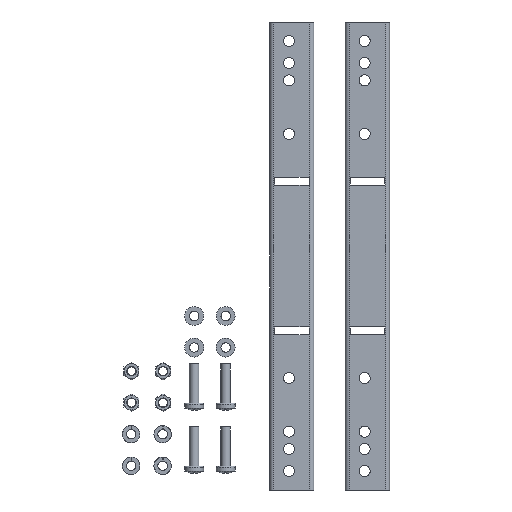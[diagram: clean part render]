
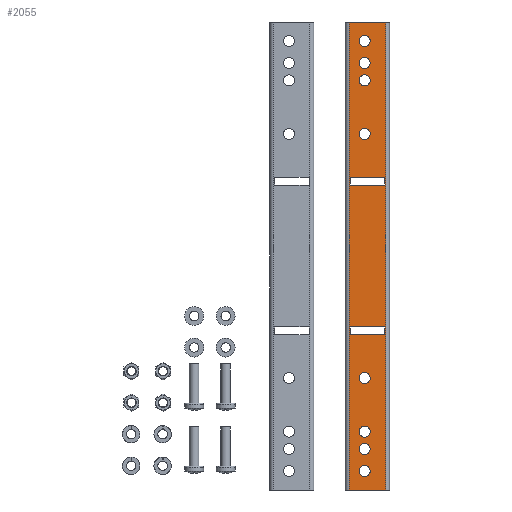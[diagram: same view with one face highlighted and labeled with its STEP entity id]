
A CAD part, left-side view. The second image highlights one B-rep face of the part: STEP entity #2055.
In plain terms, the highlighted planar face has unit normal (-1, 0, 0).
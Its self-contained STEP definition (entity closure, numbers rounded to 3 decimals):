
#161=FACE_BOUND('',#330,.T.);
#162=FACE_BOUND('',#331,.T.);
#163=FACE_BOUND('',#332,.T.);
#164=FACE_BOUND('',#333,.T.);
#165=FACE_BOUND('',#334,.T.);
#166=FACE_BOUND('',#335,.T.);
#167=FACE_BOUND('',#336,.T.);
#168=FACE_BOUND('',#337,.T.);
#169=FACE_BOUND('',#338,.T.);
#170=FACE_BOUND('',#339,.T.);
#215=FACE_OUTER_BOUND('',#329,.T.);
#329=EDGE_LOOP('',(#1494,#1495,#1496,#1497));
#330=EDGE_LOOP('',(#1498));
#331=EDGE_LOOP('',(#1499));
#332=EDGE_LOOP('',(#1500,#1501,#1502,#1503));
#333=EDGE_LOOP('',(#1504,#1505,#1506,#1507));
#334=EDGE_LOOP('',(#1508,#1509));
#335=EDGE_LOOP('',(#1510,#1511));
#336=EDGE_LOOP('',(#1512));
#337=EDGE_LOOP('',(#1513));
#338=EDGE_LOOP('',(#1514));
#339=EDGE_LOOP('',(#1515));
#462=CIRCLE('',#2292,3.5);
#463=CIRCLE('',#2293,3.5);
#464=CIRCLE('',#2294,3.5);
#465=CIRCLE('',#2295,3.5);
#466=CIRCLE('',#2296,3.5);
#467=CIRCLE('',#2297,3.5);
#468=CIRCLE('',#2298,3.5);
#469=CIRCLE('',#2299,3.5);
#470=CIRCLE('',#2300,3.5);
#471=CIRCLE('',#2301,3.5);
#523=LINE('',#3115,#706);
#583=LINE('',#3276,#766);
#584=LINE('',#3279,#767);
#585=LINE('',#3280,#768);
#586=LINE('',#3287,#769);
#587=LINE('',#3289,#770);
#588=LINE('',#3291,#771);
#589=LINE('',#3292,#772);
#590=LINE('',#3295,#773);
#591=LINE('',#3297,#774);
#592=LINE('',#3299,#775);
#593=LINE('',#3300,#776);
#706=VECTOR('',#2491,23.);
#766=VECTOR('',#2611,297.);
#767=VECTOR('',#2614,297.);
#768=VECTOR('',#2615,23.);
#769=VECTOR('',#2620,22.);
#770=VECTOR('',#2621,5.);
#771=VECTOR('',#2622,22.);
#772=VECTOR('',#2623,5.);
#773=VECTOR('',#2624,22.);
#774=VECTOR('',#2625,5.);
#775=VECTOR('',#2626,22.);
#776=VECTOR('',#2627,5.);
#892=VERTEX_POINT('',#3112);
#893=VERTEX_POINT('',#3114);
#964=VERTEX_POINT('',#3274);
#965=VERTEX_POINT('',#3278);
#966=VERTEX_POINT('',#3281);
#967=VERTEX_POINT('',#3283);
#968=VERTEX_POINT('',#3285);
#969=VERTEX_POINT('',#3286);
#970=VERTEX_POINT('',#3288);
#971=VERTEX_POINT('',#3290);
#972=VERTEX_POINT('',#3293);
#973=VERTEX_POINT('',#3294);
#974=VERTEX_POINT('',#3296);
#975=VERTEX_POINT('',#3298);
#976=VERTEX_POINT('',#3301);
#977=VERTEX_POINT('',#3302);
#978=VERTEX_POINT('',#3305);
#979=VERTEX_POINT('',#3306);
#980=VERTEX_POINT('',#3309);
#981=VERTEX_POINT('',#3311);
#982=VERTEX_POINT('',#3313);
#983=VERTEX_POINT('',#3315);
#1097=EDGE_CURVE('',#893,#892,#523,.T.);
#1178=EDGE_CURVE('',#964,#892,#583,.T.);
#1179=EDGE_CURVE('',#965,#893,#584,.T.);
#1180=EDGE_CURVE('',#965,#964,#585,.T.);
#1181=EDGE_CURVE('',#966,#966,#462,.T.);
#1182=EDGE_CURVE('',#967,#967,#463,.T.);
#1183=EDGE_CURVE('',#968,#969,#586,.T.);
#1184=EDGE_CURVE('',#969,#970,#587,.T.);
#1185=EDGE_CURVE('',#970,#971,#588,.T.);
#1186=EDGE_CURVE('',#971,#968,#589,.T.);
#1187=EDGE_CURVE('',#972,#973,#590,.T.);
#1188=EDGE_CURVE('',#973,#974,#591,.T.);
#1189=EDGE_CURVE('',#974,#975,#592,.T.);
#1190=EDGE_CURVE('',#975,#972,#593,.T.);
#1191=EDGE_CURVE('',#976,#977,#464,.T.);
#1192=EDGE_CURVE('',#977,#976,#465,.T.);
#1193=EDGE_CURVE('',#978,#979,#466,.T.);
#1194=EDGE_CURVE('',#979,#978,#467,.T.);
#1195=EDGE_CURVE('',#980,#980,#468,.T.);
#1196=EDGE_CURVE('',#981,#981,#469,.T.);
#1197=EDGE_CURVE('',#982,#982,#470,.T.);
#1198=EDGE_CURVE('',#983,#983,#471,.T.);
#1494=ORIENTED_EDGE('',*,*,#1179,.T.);
#1495=ORIENTED_EDGE('',*,*,#1097,.T.);
#1496=ORIENTED_EDGE('',*,*,#1178,.F.);
#1497=ORIENTED_EDGE('',*,*,#1180,.F.);
#1498=ORIENTED_EDGE('',*,*,#1181,.T.);
#1499=ORIENTED_EDGE('',*,*,#1182,.T.);
#1500=ORIENTED_EDGE('',*,*,#1183,.T.);
#1501=ORIENTED_EDGE('',*,*,#1184,.T.);
#1502=ORIENTED_EDGE('',*,*,#1185,.T.);
#1503=ORIENTED_EDGE('',*,*,#1186,.T.);
#1504=ORIENTED_EDGE('',*,*,#1187,.T.);
#1505=ORIENTED_EDGE('',*,*,#1188,.T.);
#1506=ORIENTED_EDGE('',*,*,#1189,.T.);
#1507=ORIENTED_EDGE('',*,*,#1190,.T.);
#1508=ORIENTED_EDGE('',*,*,#1191,.T.);
#1509=ORIENTED_EDGE('',*,*,#1192,.T.);
#1510=ORIENTED_EDGE('',*,*,#1193,.T.);
#1511=ORIENTED_EDGE('',*,*,#1194,.T.);
#1512=ORIENTED_EDGE('',*,*,#1195,.T.);
#1513=ORIENTED_EDGE('',*,*,#1196,.T.);
#1514=ORIENTED_EDGE('',*,*,#1197,.T.);
#1515=ORIENTED_EDGE('',*,*,#1198,.T.);
#1979=PLANE('',#2291);
#2055=ADVANCED_FACE('',(#215,#161,#162,#163,#164,#165,#166,#167,#168,#169,
#170),#1979,.T.);
#2291=AXIS2_PLACEMENT_3D('',#3277,#2612,#2613);
#2292=AXIS2_PLACEMENT_3D('',#3282,#2616,#2617);
#2293=AXIS2_PLACEMENT_3D('',#3284,#2618,#2619);
#2294=AXIS2_PLACEMENT_3D('',#3303,#2628,#2629);
#2295=AXIS2_PLACEMENT_3D('',#3304,#2630,#2631);
#2296=AXIS2_PLACEMENT_3D('',#3307,#2632,#2633);
#2297=AXIS2_PLACEMENT_3D('',#3308,#2634,#2635);
#2298=AXIS2_PLACEMENT_3D('',#3310,#2636,#2637);
#2299=AXIS2_PLACEMENT_3D('',#3312,#2638,#2639);
#2300=AXIS2_PLACEMENT_3D('',#3314,#2640,#2641);
#2301=AXIS2_PLACEMENT_3D('',#3316,#2642,#2643);
#2491=DIRECTION('',(0.,-1.,0.));
#2611=DIRECTION('',(0.,0.,-1.));
#2612=DIRECTION('center_axis',(-1.,0.,0.));
#2613=DIRECTION('ref_axis',(0.,-1.,0.));
#2614=DIRECTION('',(0.,0.,-1.));
#2615=DIRECTION('',(0.,-1.,0.));
#2616=DIRECTION('center_axis',(1.,0.,0.));
#2617=DIRECTION('ref_axis',(0.,0.,-1.));
#2618=DIRECTION('center_axis',(1.,0.,0.));
#2619=DIRECTION('ref_axis',(0.,0.,-1.));
#2620=DIRECTION('',(0.,-1.,0.));
#2621=DIRECTION('',(0.,0.,-1.));
#2622=DIRECTION('',(0.,1.,0.));
#2623=DIRECTION('',(0.,0.,1.));
#2624=DIRECTION('',(0.,-1.,0.));
#2625=DIRECTION('',(0.,0.,-1.));
#2626=DIRECTION('',(0.,1.,0.));
#2627=DIRECTION('',(0.,0.,1.));
#2628=DIRECTION('center_axis',(1.,0.,0.));
#2629=DIRECTION('ref_axis',(0.,0.,-1.));
#2630=DIRECTION('center_axis',(1.,0.,0.));
#2631=DIRECTION('ref_axis',(0.,0.,-1.));
#2632=DIRECTION('center_axis',(1.,0.,0.));
#2633=DIRECTION('ref_axis',(0.,0.,-1.));
#2634=DIRECTION('center_axis',(1.,0.,0.));
#2635=DIRECTION('ref_axis',(0.,0.,-1.));
#2636=DIRECTION('center_axis',(1.,0.,0.));
#2637=DIRECTION('ref_axis',(0.,0.,-1.));
#2638=DIRECTION('center_axis',(1.,0.,0.));
#2639=DIRECTION('ref_axis',(0.,0.,-1.));
#2640=DIRECTION('center_axis',(1.,0.,0.));
#2641=DIRECTION('ref_axis',(0.,0.,-1.));
#2642=DIRECTION('center_axis',(1.,0.,0.));
#2643=DIRECTION('ref_axis',(0.,0.,-1.));
#3112=CARTESIAN_POINT('',(0.,-11.5,-148.5));
#3114=CARTESIAN_POINT('',(0.,11.5,-148.5));
#3115=CARTESIAN_POINT('',(0.,11.5,-148.5));
#3274=CARTESIAN_POINT('',(0.,-11.5,148.5));
#3276=CARTESIAN_POINT('',(0.,-11.5,148.5));
#3277=CARTESIAN_POINT('Origin',(0.,14.,-148.5));
#3278=CARTESIAN_POINT('',(0.,11.5,148.5));
#3279=CARTESIAN_POINT('',(0.,11.5,148.5));
#3280=CARTESIAN_POINT('',(0.,11.5,148.5));
#3281=CARTESIAN_POINT('',(0.,1.8,140.));
#3282=CARTESIAN_POINT('Origin',(0.,1.8,136.5));
#3283=CARTESIAN_POINT('',(0.,1.8,-133.));
#3284=CARTESIAN_POINT('Origin',(0.,1.8,-136.5));
#3285=CARTESIAN_POINT('',(0.,11.,-45.));
#3286=CARTESIAN_POINT('',(0.,-11.,-45.));
#3287=CARTESIAN_POINT('',(0.,11.,-45.));
#3288=CARTESIAN_POINT('',(0.,-11.,-50.));
#3289=CARTESIAN_POINT('',(0.,-11.,-45.));
#3290=CARTESIAN_POINT('',(0.,11.,-50.));
#3291=CARTESIAN_POINT('',(0.,-11.,-50.));
#3292=CARTESIAN_POINT('',(0.,11.,-50.));
#3293=CARTESIAN_POINT('',(0.,11.,50.));
#3294=CARTESIAN_POINT('',(0.,-11.,50.));
#3295=CARTESIAN_POINT('',(0.,11.,50.));
#3296=CARTESIAN_POINT('',(0.,-11.,45.));
#3297=CARTESIAN_POINT('',(0.,-11.,50.));
#3298=CARTESIAN_POINT('',(0.,11.,45.));
#3299=CARTESIAN_POINT('',(0.,-11.,45.));
#3300=CARTESIAN_POINT('',(0.,11.,45.));
#3301=CARTESIAN_POINT('',(0.,1.8,119.));
#3302=CARTESIAN_POINT('',(0.,1.8,126.));
#3303=CARTESIAN_POINT('Origin',(0.,1.8,122.5));
#3304=CARTESIAN_POINT('Origin',(0.,1.8,122.5));
#3305=CARTESIAN_POINT('',(0.,1.8,-126.));
#3306=CARTESIAN_POINT('',(0.,1.8,-119.));
#3307=CARTESIAN_POINT('Origin',(0.,1.8,-122.5));
#3308=CARTESIAN_POINT('Origin',(0.,1.8,-122.5));
#3309=CARTESIAN_POINT('',(0.,1.8,115.));
#3310=CARTESIAN_POINT('Origin',(0.,1.8,111.5));
#3311=CARTESIAN_POINT('',(0.,1.8,-108.));
#3312=CARTESIAN_POINT('Origin',(0.,1.8,-111.5));
#3313=CARTESIAN_POINT('',(0.,1.8,81.));
#3314=CARTESIAN_POINT('Origin',(0.,1.8,77.5));
#3315=CARTESIAN_POINT('',(0.,1.8,-74.));
#3316=CARTESIAN_POINT('Origin',(0.,1.8,-77.5));
